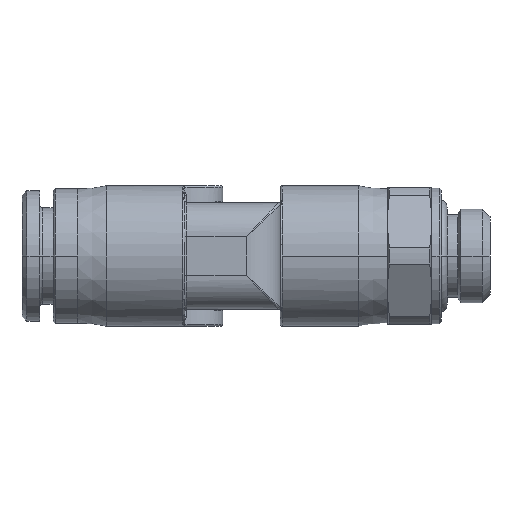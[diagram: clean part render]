
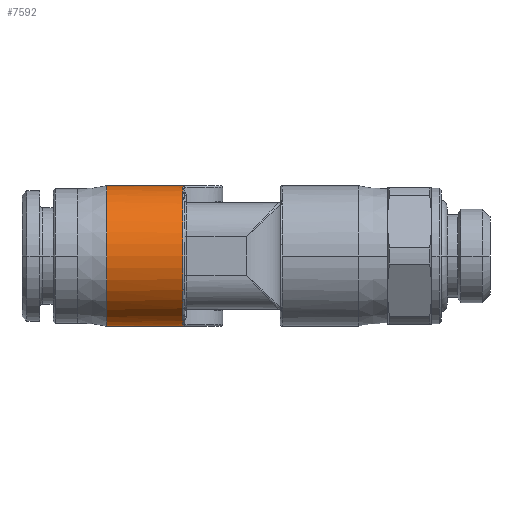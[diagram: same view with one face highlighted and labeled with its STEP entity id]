
A CAD part, left-side view. The second image highlights one B-rep face of the part: STEP entity #7592.
In plain terms, the highlighted cylindrical face has radius 7.2 mm (diameter 14.4 mm), a partial arc.
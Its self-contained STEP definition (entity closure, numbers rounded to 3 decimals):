
#2375=DIRECTION('',(0.,1.,0.));
#2376=VECTOR('',#2375,3.963);
#2377=CARTESIAN_POINT('',(-0.471,24.837,
-2.425));
#2378=LINE('',#2377,#2376);
#2389=CARTESIAN_POINT('',(-4.11,21.,
-6.479));
#2390=CARTESIAN_POINT('',(-4.101,21.2,
-6.475));
#2391=CARTESIAN_POINT('',(-4.052,21.614,
-6.451));
#2392=CARTESIAN_POINT('',(-3.862,22.285,
-6.355));
#2393=CARTESIAN_POINT('',(-3.526,22.973,-6.168));
#2394=CARTESIAN_POINT('',(-3.028,23.629,
-5.847));
#2395=CARTESIAN_POINT('',(-2.366,24.196,
-5.319));
#2396=CARTESIAN_POINT('',(-1.665,24.563,
-4.58));
#2397=CARTESIAN_POINT('',(-1.137,24.731,
-3.836));
#2398=CARTESIAN_POINT('',(-0.74,24.81,
-3.11));
#2399=CARTESIAN_POINT('',(-0.55,24.83,
-2.648));
#2400=CARTESIAN_POINT('',(-0.471,24.837,
-2.425));
#2402=CARTESIAN_POINT('',(-7.25,28.8,0.));
#2403=DIRECTION('',(0.,-1.,0.));
#2404=DIRECTION('',(0.942,0.,0.337));
#2405=AXIS2_PLACEMENT_3D('',#2402,#2403,#2404);
#2407=DIRECTION('',(0.,1.,0.));
#2408=VECTOR('',#2407,3.963);
#2409=CARTESIAN_POINT('',(-0.471,24.837,
2.425));
#2410=LINE('',#2409,#2408);
#2411=CARTESIAN_POINT('',(-0.471,24.837,
2.425));
#2412=CARTESIAN_POINT('',(-0.548,24.83,
2.641));
#2413=CARTESIAN_POINT('',(-0.732,24.811,
3.09));
#2414=CARTESIAN_POINT('',(-1.113,24.737,3.796));
#2415=CARTESIAN_POINT('',(-1.619,24.579,4.52));
#2416=CARTESIAN_POINT('',(-2.29,24.245,5.25));
#2417=CARTESIAN_POINT('',(-2.988,23.675,5.82));
#2418=CARTESIAN_POINT('',(-3.503,23.012,6.154));
#2419=CARTESIAN_POINT('',(-3.854,22.31,6.351));
#2420=CARTESIAN_POINT('',(-4.051,21.625,6.451));
#2421=CARTESIAN_POINT('',(-4.101,21.204,6.475));
#2422=CARTESIAN_POINT('',(-4.11,21.,6.479));
#2424=CARTESIAN_POINT('',(-7.25,21.,0.));
#2425=DIRECTION('',(0.,-1.,0.));
#2426=DIRECTION('',(0.436,0.,0.9));
#2427=AXIS2_PLACEMENT_3D('',#2424,#2425,#2426);
#2443=CARTESIAN_POINT('',(-0.471,24.837,
2.425));
#2907=CARTESIAN_POINT('',(-4.11,21.,
-6.479));
#3512=CARTESIAN_POINT('',(-0.471,28.8,2.425));
#3513=VERTEX_POINT('',#3512);
#3514=CARTESIAN_POINT('',(-0.471,28.8,-2.425));
#3515=VERTEX_POINT('',#3514);
#3600=VERTEX_POINT('',#2907);
#3602=VERTEX_POINT('',#2400);
#3650=VERTEX_POINT('',#2443);
#3652=VERTEX_POINT('',#2422);
#7576=CARTESIAN_POINT('',(-7.25,28.8,0.));
#7577=DIRECTION('',(0.,-1.,0.));
#7578=DIRECTION('',(1.,0.,0.));
#7579=AXIS2_PLACEMENT_3D('',#7576,#7577,#7578);
#7580=CYLINDRICAL_SURFACE('',#7579,7.2);
#7581=ORIENTED_EDGE('',*,*,#7566,.T.);
#7582=ORIENTED_EDGE('',*,*,#7474,.T.);
#7583=ORIENTED_EDGE('',*,*,#4563,.F.);
#7585=ORIENTED_EDGE('',*,*,#7584,.F.);
#7587=ORIENTED_EDGE('',*,*,#7586,.T.);
#7589=ORIENTED_EDGE('',*,*,#7588,.T.);
#7590=EDGE_LOOP('',(#7581,#7582,#7583,#7585,#7587,#7589));
#7591=FACE_OUTER_BOUND('',#7590,.F.);
#7592=ADVANCED_FACE('',(#7591),#7580,.T.);
#2401=B_SPLINE_CURVE_WITH_KNOTS('',3,(#2389,#2390,#2391,#2392,#2393,#2394,#2395,
#2396,#2397,#2398,#2399,#2400),.UNSPECIFIED.,.F.,.F.,(4,1,1,1,1,1,1,1,1,4),
(0.,0.111,0.222,0.333,0.444,
0.556,0.667,0.778,0.889,1.),
.UNSPECIFIED.);
#2406=CIRCLE('',#2405,7.2);
#2423=B_SPLINE_CURVE_WITH_KNOTS('',3,(#2411,#2412,#2413,#2414,#2415,#2416,#2417,
#2418,#2419,#2420,#2421,#2422),.UNSPECIFIED.,.F.,.F.,(4,1,1,1,1,1,1,1,1,4),
(0.,0.111,0.222,0.333,0.444,
0.556,0.667,0.778,0.889,1.),
.UNSPECIFIED.);
#2428=CIRCLE('',#2427,7.2);
#4563=EDGE_CURVE('',#3513,#3515,#2406,.T.);
#7474=EDGE_CURVE('',#3602,#3515,#2378,.T.);
#7566=EDGE_CURVE('',#3600,#3602,#2401,.T.);
#7584=EDGE_CURVE('',#3650,#3513,#2410,.T.);
#7586=EDGE_CURVE('',#3650,#3652,#2423,.T.);
#7588=EDGE_CURVE('',#3652,#3600,#2428,.T.);
